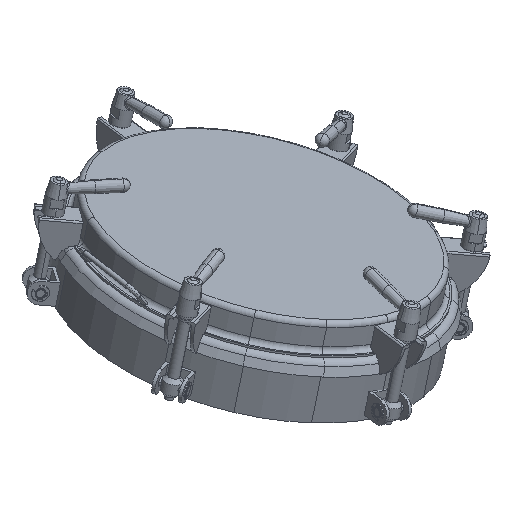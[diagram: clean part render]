
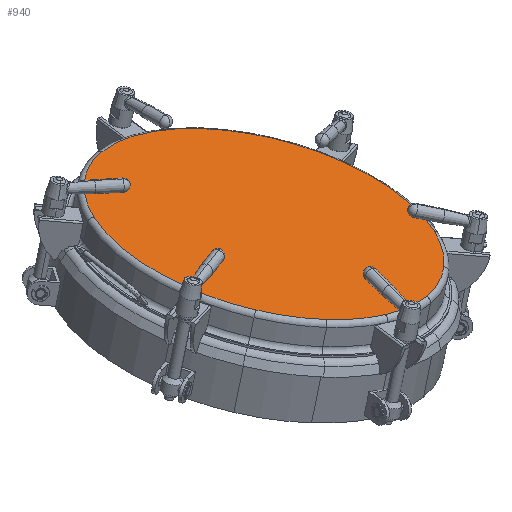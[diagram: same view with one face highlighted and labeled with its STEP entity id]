
A CAD part, top view. The second image highlights one B-rep face of the part: STEP entity #940.
In plain terms, the highlighted face is planar.
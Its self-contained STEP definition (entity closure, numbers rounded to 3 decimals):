
#33 = EDGE_CURVE ( 'NONE', #37, #41, #5697, .T. ) ;
#37 = VERTEX_POINT ( 'NONE', #5687 ) ;
#41 = VERTEX_POINT ( 'NONE', #5680 ) ;
#165 = EDGE_CURVE ( 'NONE', #171, #37, #5914, .T. ) ;
#171 = VERTEX_POINT ( 'NONE', #5900 ) ;
#216 = VERTEX_POINT ( 'NONE', #5968 ) ;
#243 = EDGE_CURVE ( 'NONE', #216, #247, #5998, .T. ) ;
#247 = VERTEX_POINT ( 'NONE', #5988 ) ;
#365 = VERTEX_POINT ( 'NONE', #6246 ) ;
#367 = EDGE_CURVE ( 'NONE', #365, #171, #6244, .T. ) ;
#382 = EDGE_CURVE ( 'NONE', #459, #365, #6275, .T. ) ;
#459 = VERTEX_POINT ( 'NONE', #6430 ) ;
#469 = VERTEX_POINT ( 'NONE', #6476 ) ;
#471 = EDGE_CURVE ( 'NONE', #469, #459, #6474, .T. ) ;
#563 = VERTEX_POINT ( 'NONE', #6604 ) ;
#565 = EDGE_CURVE ( 'NONE', #563, #469, #6602, .T. ) ;
#653 = VERTEX_POINT ( 'NONE', #6800 ) ;
#655 = EDGE_CURVE ( 'NONE', #653, #563, #6799, .T. ) ;
#669 = VERTEX_POINT ( 'NONE', #6836 ) ;
#671 = EDGE_CURVE ( 'NONE', #669, #653, #6834, .T. ) ;
#778 = EDGE_CURVE ( 'NONE', #247, #669, #7065, .T. ) ;
#789 = VERTEX_POINT ( 'NONE', #7102 ) ;
#791 = EDGE_CURVE ( 'NONE', #789, #216, #7100, .T. ) ;
#860 = EDGE_LOOP ( 'NONE', ( #861, #862, #864, #925, #926, #927, #928, #929, #930, #931, #932, #933, #912 ) ) ;
#861 = ORIENTED_EDGE ( 'NONE', *, *, #886, .F. ) ;
#862 = ORIENTED_EDGE ( 'NONE', *, *, #863, .T. ) ;
#863 = EDGE_CURVE ( 'NONE', #884, #41, #7217, .T. ) ;
#864 = ORIENTED_EDGE ( 'NONE', *, *, #33, .F. ) ;
#884 = VERTEX_POINT ( 'NONE', #7245 ) ;
#886 = EDGE_CURVE ( 'NONE', #884, #789, #7243, .T. ) ;
#912 = ORIENTED_EDGE ( 'NONE', *, *, #791, .F. ) ;
#925 = ORIENTED_EDGE ( 'NONE', *, *, #165, .F. ) ;
#926 = ORIENTED_EDGE ( 'NONE', *, *, #367, .F. ) ;
#927 = ORIENTED_EDGE ( 'NONE', *, *, #382, .F. ) ;
#928 = ORIENTED_EDGE ( 'NONE', *, *, #471, .F. ) ;
#929 = ORIENTED_EDGE ( 'NONE', *, *, #565, .F. ) ;
#930 = ORIENTED_EDGE ( 'NONE', *, *, #655, .F. ) ;
#931 = ORIENTED_EDGE ( 'NONE', *, *, #671, .F. ) ;
#932 = ORIENTED_EDGE ( 'NONE', *, *, #778, .F. ) ;
#933 = ORIENTED_EDGE ( 'NONE', *, *, #243, .F. ) ;
#940 = ADVANCED_FACE ( 'NONE', ( #7306 ), #7305, .T. ) ;
#5680 = CARTESIAN_POINT ( 'NONE',  ( -177.867, 120.04, 83.879 ) ) ;
#5687 = CARTESIAN_POINT ( 'NONE',  ( -136.093, 120.04, 152.78 ) ) ;
#5693 = DIRECTION ( 'NONE',  ( 0., 0., -1. ) ) ;
#5694 = DIRECTION ( 'NONE',  ( 0., -1., 0. ) ) ;
#5695 = CARTESIAN_POINT ( 'NONE',  ( 24.07, 120.04, 8.562 ) ) ;
#5696 = AXIS2_PLACEMENT_3D ( 'NONE', #5695, #5694, #5693 ) ;
#5697 = CIRCLE ( 'NONE', #5696, 215.526 ) ;
#5900 = CARTESIAN_POINT ( 'NONE',  ( -72.417, 120.04, 199.642 ) ) ;
#5906 = DIRECTION ( 'NONE',  ( 0., 0., -1. ) ) ;
#5907 = DIRECTION ( 'NONE',  ( 0., -1., 0. ) ) ;
#5908 = CARTESIAN_POINT ( 'NONE',  ( 9.41, 120.04, 21.762 ) ) ;
#5909 = AXIS2_PLACEMENT_3D ( 'NONE', #5908, #5907, #5906 ) ;
#5914 = CIRCLE ( 'NONE', #5909, 195.798 ) ;
#5968 = CARTESIAN_POINT ( 'NONE',  ( -72.417, 120.04, -199.642 ) ) ;
#5988 = CARTESIAN_POINT ( 'NONE',  ( 0., 120.04, -215.5 ) ) ;
#5994 = DIRECTION ( 'NONE',  ( 0., 0., -1. ) ) ;
#5995 = DIRECTION ( 'NONE',  ( 0., -1., 0. ) ) ;
#5996 = CARTESIAN_POINT ( 'NONE',  ( 0., 120.04, -42.219 ) ) ;
#5997 = AXIS2_PLACEMENT_3D ( 'NONE', #5996, #5995, #5994 ) ;
#5998 = CIRCLE ( 'NONE', #5997, 173.281 ) ;
#6240 = DIRECTION ( 'NONE',  ( 0., 0., -1. ) ) ;
#6241 = DIRECTION ( 'NONE',  ( 0., -1., 0. ) ) ;
#6242 = CARTESIAN_POINT ( 'NONE',  ( 0., 120.04, 42.219 ) ) ;
#6243 = AXIS2_PLACEMENT_3D ( 'NONE', #6242, #6241, #6240 ) ;
#6244 = CIRCLE ( 'NONE', #6243, 173.281 ) ;
#6246 = CARTESIAN_POINT ( 'NONE',  ( 72.417, 120.04, 199.642 ) ) ;
#6267 = DIRECTION ( 'NONE',  ( 0., 0., -1. ) ) ;
#6268 = DIRECTION ( 'NONE',  ( 0., -1., 0. ) ) ;
#6269 = CARTESIAN_POINT ( 'NONE',  ( -9.41, 120.04, 21.762 ) ) ;
#6270 = AXIS2_PLACEMENT_3D ( 'NONE', #6269, #6268, #6267 ) ;
#6275 = CIRCLE ( 'NONE', #6270, 195.798 ) ;
#6430 = CARTESIAN_POINT ( 'NONE',  ( 136.093, 120.04, 152.78 ) ) ;
#6470 = DIRECTION ( 'NONE',  ( 0., 0., -1. ) ) ;
#6471 = DIRECTION ( 'NONE',  ( 0., -1., 0. ) ) ;
#6472 = CARTESIAN_POINT ( 'NONE',  ( -24.07, 120.04, 8.562 ) ) ;
#6473 = AXIS2_PLACEMENT_3D ( 'NONE', #6472, #6471, #6470 ) ;
#6474 = CIRCLE ( 'NONE', #6473, 215.526 ) ;
#6476 = CARTESIAN_POINT ( 'NONE',  ( 177.867, 120.04, 83.879 ) ) ;
#6602 = CIRCLE ( 'NONE', #6663, 240.026 ) ;
#6604 = CARTESIAN_POINT ( 'NONE',  ( 177.867, 120.04, -83.879 ) ) ;
#6660 = DIRECTION ( 'NONE',  ( 0., 0., -1. ) ) ;
#6661 = DIRECTION ( 'NONE',  ( 0., -1., 0. ) ) ;
#6662 = CARTESIAN_POINT ( 'NONE',  ( -47.026, 120.04, 0. ) ) ;
#6663 = AXIS2_PLACEMENT_3D ( 'NONE', #6662, #6661, #6660 ) ;
#6795 = DIRECTION ( 'NONE',  ( 0., 0., -1. ) ) ;
#6796 = DIRECTION ( 'NONE',  ( 0., -1., 0. ) ) ;
#6797 = CARTESIAN_POINT ( 'NONE',  ( -24.07, 120.04, -8.562 ) ) ;
#6798 = AXIS2_PLACEMENT_3D ( 'NONE', #6797, #6796, #6795 ) ;
#6799 = CIRCLE ( 'NONE', #6798, 215.526 ) ;
#6800 = CARTESIAN_POINT ( 'NONE',  ( 136.093, 120.04, -152.78 ) ) ;
#6830 = DIRECTION ( 'NONE',  ( 0., 0., -1. ) ) ;
#6831 = DIRECTION ( 'NONE',  ( 0., -1., 0. ) ) ;
#6832 = CARTESIAN_POINT ( 'NONE',  ( -9.41, 120.04, -21.762 ) ) ;
#6833 = AXIS2_PLACEMENT_3D ( 'NONE', #6832, #6831, #6830 ) ;
#6834 = CIRCLE ( 'NONE', #6833, 195.798 ) ;
#6836 = CARTESIAN_POINT ( 'NONE',  ( 72.417, 120.04, -199.642 ) ) ;
#7057 = DIRECTION ( 'NONE',  ( 0., 0., -1. ) ) ;
#7058 = DIRECTION ( 'NONE',  ( 0., -1., 0. ) ) ;
#7059 = CARTESIAN_POINT ( 'NONE',  ( 0., 120.04, -42.219 ) ) ;
#7060 = AXIS2_PLACEMENT_3D ( 'NONE', #7059, #7058, #7057 ) ;
#7065 = CIRCLE ( 'NONE', #7060, 173.281 ) ;
#7096 = DIRECTION ( 'NONE',  ( 0., 0., -1. ) ) ;
#7097 = DIRECTION ( 'NONE',  ( 0., -1., 0. ) ) ;
#7098 = CARTESIAN_POINT ( 'NONE',  ( 9.41, 120.04, -21.762 ) ) ;
#7099 = AXIS2_PLACEMENT_3D ( 'NONE', #7098, #7097, #7096 ) ;
#7100 = CIRCLE ( 'NONE', #7099, 195.798 ) ;
#7102 = CARTESIAN_POINT ( 'NONE',  ( -136.093, 120.04, -152.78 ) ) ;
#7209 = DIRECTION ( 'NONE',  ( 0., 0., 1. ) ) ;
#7210 = DIRECTION ( 'NONE',  ( 0., 1., 0. ) ) ;
#7211 = CARTESIAN_POINT ( 'NONE',  ( 47.026, 120.04, 0. ) ) ;
#7212 = AXIS2_PLACEMENT_3D ( 'NONE', #7211, #7210, #7209 ) ;
#7217 = CIRCLE ( 'NONE', #7212, 240.026 ) ;
#7239 = DIRECTION ( 'NONE',  ( 0., 0., -1. ) ) ;
#7240 = DIRECTION ( 'NONE',  ( 0., -1., 0. ) ) ;
#7241 = CARTESIAN_POINT ( 'NONE',  ( 24.07, 120.04, -8.562 ) ) ;
#7242 = AXIS2_PLACEMENT_3D ( 'NONE', #7241, #7240, #7239 ) ;
#7243 = CIRCLE ( 'NONE', #7242, 215.526 ) ;
#7245 = CARTESIAN_POINT ( 'NONE',  ( -177.867, 120.04, -83.879 ) ) ;
#7300 = DIRECTION ( 'NONE',  ( 0., 0., 1. ) ) ;
#7301 = DIRECTION ( 'NONE',  ( 0., 1., 0. ) ) ;
#7302 = AXIS2_PLACEMENT_3D ( 'NONE', #7304, #7301, #7300 ) ;
#7304 = CARTESIAN_POINT ( 'NONE',  ( -177.867, 120.04, -83.879 ) ) ;
#7305 = PLANE ( 'NONE',  #7302 ) ;
#7306 = FACE_OUTER_BOUND ( 'NONE', #860, .T. ) ;
